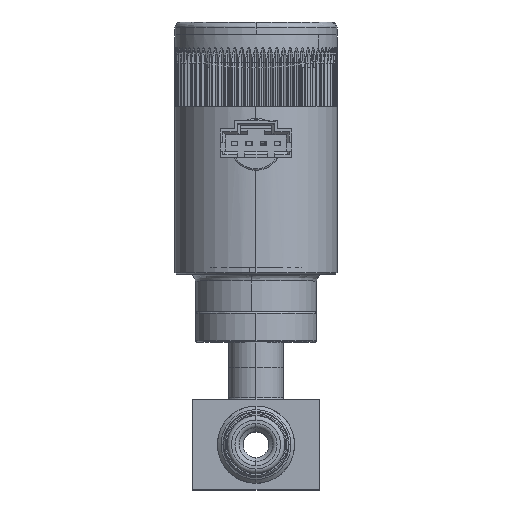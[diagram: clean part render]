
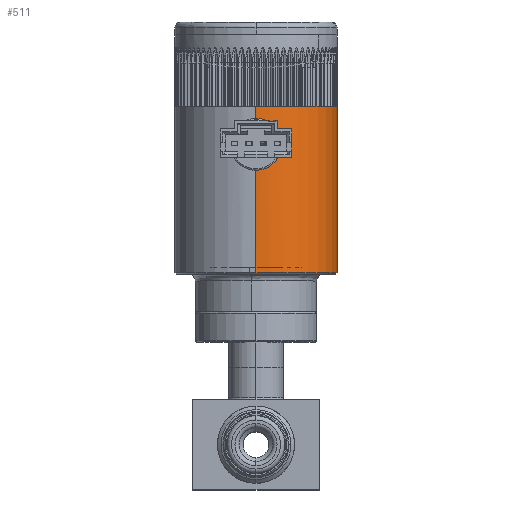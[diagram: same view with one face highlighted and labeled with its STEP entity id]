
A CAD part, top view. The second image highlights one B-rep face of the part: STEP entity #511.
In plain terms, the highlighted cylindrical face has radius 14.287 mm (diameter 28.575 mm), a partial arc.
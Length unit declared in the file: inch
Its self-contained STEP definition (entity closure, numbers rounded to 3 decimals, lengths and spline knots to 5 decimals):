
#407 = EDGE_LOOP ( 'NONE', ( #38416, #17474, #33311, #30963, #23035, #48162 ) ) ;
#511 = ADVANCED_FACE ( 'NONE', ( #35800 ), #34504, .T. ) ;
#1506 = CARTESIAN_POINT ( 'NONE',  ( 0., 1.685, 0.5625 ) ) ;
#1659 = DIRECTION ( 'NONE',  ( 0., 0., 1. ) ) ;
#2127 = LINE ( 'NONE', #18478, #21086 ) ;
#3204 = CARTESIAN_POINT ( 'NONE',  ( 0.1054, 1.63759, 0.55258 ) ) ;
#3363 = CARTESIAN_POINT ( 'NONE',  ( 0.12147, 1.47481, 0.54925 ) ) ;
#5188 = VECTOR ( 'NONE', #10567, 39.37008 ) ;
#6216 = CARTESIAN_POINT ( 'NONE',  ( 0., 0.655, 0.5625 ) ) ;
#7006 = B_SPLINE_CURVE_WITH_KNOTS ( 'NONE', 3,
 ( #7098, #31273, #15191, #43534, #19254, #47614, #23322, #51656, #27357, #3204, #31462, #7274, #35539, #11346, #39597, #15358, #43716, #19435, #47780, #23482, #51852, #27523, #3363, #31632, #7456, #35705, #11498, #39791, #15529, #43873, #19608, #47961, #23648, #52012 ),
 .UNSPECIFIED., .F., .F.,
 ( 4, 2, 2, 2, 2, 2, 2, 2, 2, 2, 2, 2, 2, 2, 2, 2, 4 ),
 ( 0.01115, 0.01185, 0.01255, 0.01325, 0.01394, 0.01464, 0.01534, 0.01603, 0.01673, 0.01743, 0.01813, 0.01882, 0.01952, 0.02022, 0.02091, 0.02161, 0.02231 ),
 .UNSPECIFIED. ) ;
#7010 = VERTEX_POINT ( 'NONE', #6216 ) ;
#7098 = CARTESIAN_POINT ( 'NONE',  ( 0., 1.685, 0.5625 ) ) ;
#7274 = CARTESIAN_POINT ( 'NONE',  ( 0.12142, 1.6153, 0.54926 ) ) ;
#7456 = CARTESIAN_POINT ( 'NONE',  ( 0.10545, 1.45246, 0.55257 ) ) ;
#8987 = VERTEX_POINT ( 'NONE', #31389 ) ;
#9441 = EDGE_CURVE ( 'NONE', #37760, #8987, #31999, .T. ) ;
#10567 = DIRECTION ( 'NONE',  ( 0., -1., 0. ) ) ;
#11283 = CARTESIAN_POINT ( 'NONE',  ( 0., 1.809, 0.5625 ) ) ;
#11346 = CARTESIAN_POINT ( 'NONE',  ( 0.13275, 1.5904, 0.54662 ) ) ;
#11498 = CARTESIAN_POINT ( 'NONE',  ( 0.08558, 1.43382, 0.556 ) ) ;
#13188 = EDGE_CURVE ( 'NONE', #8987, #34573, #15915, .T. ) ;
#13304 = EDGE_CURVE ( 'NONE', #18808, #7010, #13338, .T. ) ;
#13338 = LINE ( 'NONE', #11283, #45705 ) ;
#14585 = DIRECTION ( 'NONE',  ( 0., -1., 0. ) ) ;
#15005 = DIRECTION ( 'NONE',  ( 0., -1., 0. ) ) ;
#15191 = CARTESIAN_POINT ( 'NONE',  ( 0.0184, 1.68409, 0.56227 ) ) ;
#15358 = CARTESIAN_POINT ( 'NONE',  ( 0.13909, 1.56345, 0.54504 ) ) ;
#15529 = CARTESIAN_POINT ( 'NONE',  ( 0.06222, 1.41926, 0.55911 ) ) ;
#15915 = LINE ( 'NONE', #34774, #5188 ) ;
#17474 = ORIENTED_EDGE ( 'NONE', *, *, #9441, .T. ) ;
#18478 = CARTESIAN_POINT ( 'NONE',  ( 0., 1.809, -0.5625 ) ) ;
#18808 = VERTEX_POINT ( 'NONE', #48389 ) ;
#19254 = CARTESIAN_POINT ( 'NONE',  ( 0.04525, 1.6778, 0.56074 ) ) ;
#19435 = CARTESIAN_POINT ( 'NONE',  ( 0.14, 1.53571, 0.5448 ) ) ;
#19483 = AXIS2_PLACEMENT_3D ( 'NONE', #44700, #48766, #48596 ) ;
#19608 = CARTESIAN_POINT ( 'NONE',  ( 0.03656, 1.40954, 0.56138 ) ) ;
#20260 = AXIS2_PLACEMENT_3D ( 'NONE', #50149, #25858, #1659 ) ;
#21086 = VECTOR ( 'NONE', #14585, 39.37008 ) ;
#23035 = ORIENTED_EDGE ( 'NONE', *, *, #13304, .T. ) ;
#23322 = CARTESIAN_POINT ( 'NONE',  ( 0.0702, 1.66647, 0.55815 ) ) ;
#23482 = CARTESIAN_POINT ( 'NONE',  ( 0.13551, 1.50866, 0.54594 ) ) ;
#23648 = CARTESIAN_POINT ( 'NONE',  ( 0.00928, 1.405, 0.5625 ) ) ;
#25056 = EDGE_CURVE ( 'NONE', #34573, #18808, #7006, .T. ) ;
#25181 = CIRCLE ( 'NONE', #20260, 0.5625 ) ;
#25858 = DIRECTION ( 'NONE',  ( 0., 1., 0. ) ) ;
#27357 = CARTESIAN_POINT ( 'NONE',  ( 0.09255, 1.65044, 0.55487 ) ) ;
#27523 = CARTESIAN_POINT ( 'NONE',  ( 0.12577, 1.48283, 0.54827 ) ) ;
#30963 = ORIENTED_EDGE ( 'NONE', *, *, #25056, .T. ) ;
#31273 = CARTESIAN_POINT ( 'NONE',  ( 0.00928, 1.685, 0.5625 ) ) ;
#31389 = CARTESIAN_POINT ( 'NONE',  ( 0., 1.809, 0.5625 ) ) ;
#31462 = CARTESIAN_POINT ( 'NONE',  ( 0.11118, 1.63057, 0.55143 ) ) ;
#31632 = CARTESIAN_POINT ( 'NONE',  ( 0.11133, 1.45962, 0.5514 ) ) ;
#31999 = CIRCLE ( 'NONE', #38918, 0.5625 ) ;
#33297 = CARTESIAN_POINT ( 'NONE',  ( 0., 1.809, -0.5625 ) ) ;
#33311 = ORIENTED_EDGE ( 'NONE', *, *, #13188, .T. ) ;
#34504 = CYLINDRICAL_SURFACE ( 'NONE', #19483, 0.5625 ) ;
#34573 = VERTEX_POINT ( 'NONE', #1506 ) ;
#34774 = CARTESIAN_POINT ( 'NONE',  ( 0., 1.809, 0.5625 ) ) ;
#35482 = DIRECTION ( 'NONE',  ( 0., -1., 0. ) ) ;
#35539 = CARTESIAN_POINT ( 'NONE',  ( 0.12575, 1.60722, 0.54828 ) ) ;
#35705 = CARTESIAN_POINT ( 'NONE',  ( 0.0926, 1.43961, 0.55486 ) ) ;
#35800 = FACE_OUTER_BOUND ( 'NONE', #407, .T. ) ;
#35875 = VERTEX_POINT ( 'NONE', #46390 ) ;
#37760 = VERTEX_POINT ( 'NONE', #33297 ) ;
#38416 = ORIENTED_EDGE ( 'NONE', *, *, #44792, .F. ) ;
#38918 = AXIS2_PLACEMENT_3D ( 'NONE', #39240, #15005, #43336 ) ;
#39240 = CARTESIAN_POINT ( 'NONE',  ( 0., 1.809, 0. ) ) ;
#39597 = CARTESIAN_POINT ( 'NONE',  ( 0.13546, 1.58156, 0.54595 ) ) ;
#39791 = CARTESIAN_POINT ( 'NONE',  ( 0.07031, 1.42359, 0.55814 ) ) ;
#40621 = EDGE_CURVE ( 'NONE', #7010, #35875, #25181, .T. ) ;
#43336 = DIRECTION ( 'NONE',  ( 0., 0., 1. ) ) ;
#43534 = CARTESIAN_POINT ( 'NONE',  ( 0.03634, 1.68051, 0.5614 ) ) ;
#43716 = CARTESIAN_POINT ( 'NONE',  ( 0.14, 1.55428, 0.5448 ) ) ;
#43873 = CARTESIAN_POINT ( 'NONE',  ( 0.04541, 1.41225, 0.56073 ) ) ;
#44700 = CARTESIAN_POINT ( 'NONE',  ( 0., 1.809, 0. ) ) ;
#44792 = EDGE_CURVE ( 'NONE', #37760, #35875, #2127, .T. ) ;
#45705 = VECTOR ( 'NONE', #35482, 39.37008 ) ;
#46390 = CARTESIAN_POINT ( 'NONE',  ( 0., 0.655, -0.5625 ) ) ;
#47614 = CARTESIAN_POINT ( 'NONE',  ( 0.06218, 1.67077, 0.55912 ) ) ;
#47780 = CARTESIAN_POINT ( 'NONE',  ( 0.13909, 1.52659, 0.54504 ) ) ;
#47961 = CARTESIAN_POINT ( 'NONE',  ( 0.01845, 1.40591, 0.56227 ) ) ;
#48162 = ORIENTED_EDGE ( 'NONE', *, *, #40621, .T. ) ;
#48389 = CARTESIAN_POINT ( 'NONE',  ( 0., 1.405, 0.5625 ) ) ;
#48596 = DIRECTION ( 'NONE',  ( 0., 0., 1. ) ) ;
#48766 = DIRECTION ( 'NONE',  ( 0., -1., 0. ) ) ;
#50149 = CARTESIAN_POINT ( 'NONE',  ( 0., 0.655, 0. ) ) ;
#51656 = CARTESIAN_POINT ( 'NONE',  ( 0.08539, 1.65632, 0.55603 ) ) ;
#51852 = CARTESIAN_POINT ( 'NONE',  ( 0.1328, 1.49976, 0.54661 ) ) ;
#52012 = CARTESIAN_POINT ( 'NONE',  ( 0., 1.405, 0.5625 ) ) ;
